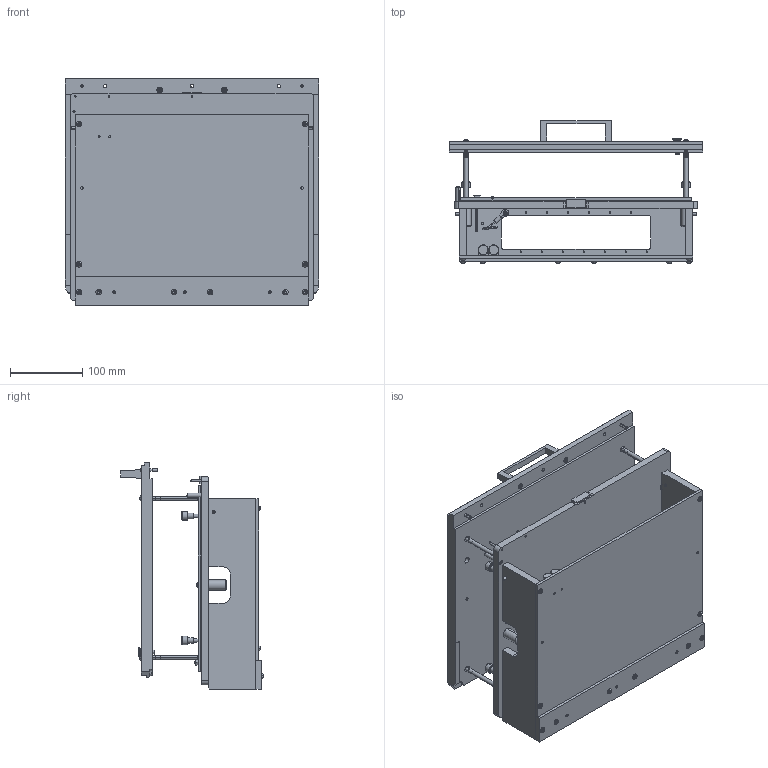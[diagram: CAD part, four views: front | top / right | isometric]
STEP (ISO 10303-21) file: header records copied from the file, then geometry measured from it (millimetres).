
FILE_DESCRIPTION (( 'STEP AP203' ), '1' );
FILE_NAME ('INGUN_46236-KIT.STEP', '2023-07-27T09:34:32', ( '' ), ( '' ), 'SwSTEP 2.0', 'SolidWorks 2021', '' );
FILE_SCHEMA (( 'CONFIG_CONTROL_DESIGN' ));
Length unit declared in the file: millimetre
Products named in the file (55): 46869~0_S; 43627~0_Hub 22,5mm<Standard>; 41369~1_S; 9286~0; Gewindebuchse~n_M04-09,5 offen; DIN6325~n_06,0m6x030; DIN7979~n_04,0m6x020M3; 53731~0; DIN934~n_M03,0; 5015~0; 45901~5_f〉 ESD schwarz<S>; ISO7380~n_M04,0x020; ISO7380~n_M03,0x006; 113165~0_S; 41899~3_flexiebel <S>; 46015~2_S; 44193~3_S; 45715~4_S; 45709~3_S; 114121~0_S; 45711~2; 48213~0_S; 3917~3_M 3 A; 46049~1_S; 2196~6; 32293~0_S; DIN7991~n_M03,0x020; ISO7380~n_M04,0x012; 46235~4_ICT Stellung (kontaktiert) <S>; GKS-114-0015__ADA~gks_Hub = 08,0 <S>; ISO7380~n_M03,0x005; 14846~0_f〉 48840 <S>; KS-113-Master__ADA~ks_KS-113 23; 48840~2_S; 45901~5_f〉 ESD schwarz<Standard>; DIN6325~n_03,0m6x016; DIN7991~n_M03,0x010 VA; 45712~2_S; 41367~6_S; 46845~2_S ...
Assembly tree (104 placements, depth 5):
  INGUN_46236-KIT
    46235~4_ICT Stellung (kontaktiert) <S>
      41899~3_flexiebel <S>
        KS-113-Master__ADA~ks_KS-113 23
        GKS-114-0015__ADA~gks_Hub = 08,0 <S>
        53731~0
        3917~3_M 3 A
      46049~1_S
        45901~5_f〉 ESD schwarz<S>
          45901~5_f〉 ESD schwarz<Standard>
          Gewindebuchse~n_M04-09,5 offen  x4
      45709~3_S
        45709~3_S
        Gewindebuchse~n_M05-03,9 offen  x2
      46845~2_S
        46845~2_S
        DIN6325~n_04,0m6x016
      114121~0_S
        114121~0_S
        DIN6325~n_04,0m6x016
      45711~2
      44193~3_S
      45712~2_S
      43627~0_Hub 22,5mm<Standard>  x4
      2196~6  x2
      2229~6  x2
      46869~0_S  x4
      32293~0_S
      41880~3
      48840~2_S
        19141~0_S
        14846~0_f〉 48840 <S>
      5015~0
      113165~0_S
        3699~0
      41367~6_S  x2
      ISO7380~n_M04,0x012  x20
      ISO7380~n_M03,0x005
      DIN7991~n_M03,0x010 VA
      DIN6325~n_03,0m6x016
      DIN6325~n_03,0m6x024
      DIN6325~n_04,0m6x016  x6
      DIN6325~n_06,0m6x030
      DIN7991~n_M03,0x006  x2
    46015~2_S
      47906~1
        41369~1_S  x4
        5015~0
        DIN7979~n_04,0m6x020M3  x2
        1607~1
        48213~0_S
        9286~0
        ISO7380~n_M04,0x020  x4
        DIN7991~n_M03,0x020
        DIN934~n_M03,0
        ISO7380~n_M03,0x006  x2
        DIN912~n_M04,0x016  x2
      45715~4_S
Bounding box: 350 x 196.45 x 313 mm (x, y, z)
Volume: 3645005.8 mm3; surface area: 956961.5 mm2
Topology: 96 solids, 96 shells, 2960 faces, 6950 edges, 4474 vertices
Faces by surface type: cylinder 1272, plane 1214, cone 288, torus 126, sphere 52, bspline 8
Entity records: 51633 total; most frequent: CARTESIAN_POINT 9585, DIRECTION 7996, ORIENTED_EDGE 6668, EDGE_CURVE 3334, AXIS2_PLACEMENT_3D 3178, VERTEX_POINT 2169, EDGE_LOOP 1791, CIRCLE 1648
